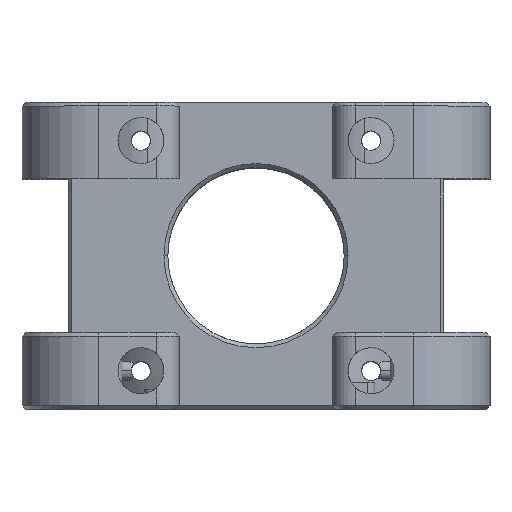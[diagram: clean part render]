
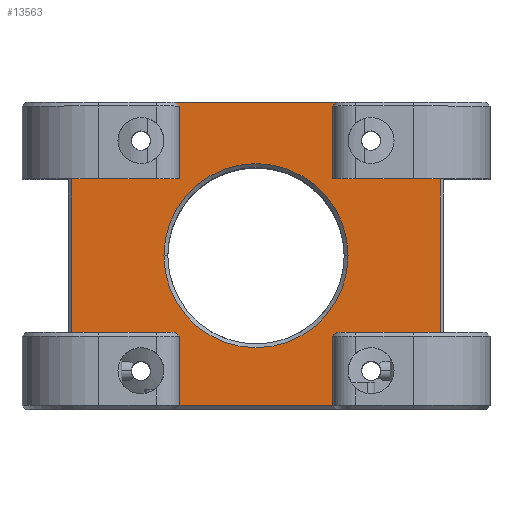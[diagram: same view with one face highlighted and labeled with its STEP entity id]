
A CAD part, top view. The second image highlights one B-rep face of the part: STEP entity #13563.
In plain terms, the highlighted planar face has unit normal (0, 0, 1).
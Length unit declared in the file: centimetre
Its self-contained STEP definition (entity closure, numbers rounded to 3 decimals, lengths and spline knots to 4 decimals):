
#795 = CARTESIAN_POINT ( 'NONE',  ( 1.2552, 0., 2.45 ) ) ;
#894 = CARTESIAN_POINT ( 'NONE',  ( -1.1448, 0., 2.45 ) ) ;
#956 = CIRCLE ( 'NONE', #967, 1.2 ) ;
#966 = CARTESIAN_POINT ( 'NONE',  ( 0.0552, 0., 2.45 ) ) ;
#967 = AXIS2_PLACEMENT_3D ( 'NONE', #966, #1041, #1040 ) ;
#1040 = DIRECTION ( 'NONE',  ( -1., 0., 0. ) ) ;
#1041 = DIRECTION ( 'NONE',  ( 0., 0., -1. ) ) ;
#4073 = CARTESIAN_POINT ( 'NONE',  ( 1.0552, 1., 2.45 ) ) ;
#4125 = DIRECTION ( 'NONE',  ( 0., -1., 0. ) ) ;
#4126 = VECTOR ( 'NONE', #4125, 100. ) ;
#4127 = CARTESIAN_POINT ( 'NONE',  ( -2.3448, 2., 2.45 ) ) ;
#4128 = LINE ( 'NONE', #4127, #4126 ) ;
#4265 = CARTESIAN_POINT ( 'NONE',  ( -0.9448, 1., 2.45 ) ) ;
#4272 = CARTESIAN_POINT ( 'NONE',  ( -2.3448, -1., 2.45 ) ) ;
#4342 = CARTESIAN_POINT ( 'NONE',  ( -2.3448, 1., 2.45 ) ) ;
#4533 = DIRECTION ( 'NONE',  ( 1., 0., 0. ) ) ;
#4534 = VECTOR ( 'NONE', #4533, 100. ) ;
#4535 = CARTESIAN_POINT ( 'NONE',  ( -2.5448, 1., 2.45 ) ) ;
#4635 = LINE ( 'NONE', #4535, #4534 ) ;
#4650 = LINE ( 'NONE', #4823, #4822 ) ;
#4715 = LINE ( 'NONE', #4720, #4719 ) ;
#4719 = VECTOR ( 'NONE', #4813, 100. ) ;
#4720 = CARTESIAN_POINT ( 'NONE',  ( 2.6552, 1., 2.45 ) ) ;
#4727 = CARTESIAN_POINT ( 'NONE',  ( 2.4552, -1., 2.45 ) ) ;
#4813 = DIRECTION ( 'NONE',  ( 1., 0., 0. ) ) ;
#4821 = DIRECTION ( 'NONE',  ( 0., 1., 0. ) ) ;
#4822 = VECTOR ( 'NONE', #4821, 100. ) ;
#4823 = CARTESIAN_POINT ( 'NONE',  ( 2.4552, 2., 2.45 ) ) ;
#4834 = CARTESIAN_POINT ( 'NONE',  ( 1.1052, 2., 2.45 ) ) ;
#4898 = CARTESIAN_POINT ( 'NONE',  ( 1.0552, 2., 2.45 ) ) ;
#4900 = LINE ( 'NONE', #4898, #4986 ) ;
#4901 = DIRECTION ( 'NONE',  ( 0.707, 0.707, 0. ) ) ;
#4902 = VECTOR ( 'NONE', #4901, 100. ) ;
#4903 = CARTESIAN_POINT ( 'NONE',  ( 1.8052, 2.7, 2.45 ) ) ;
#4904 = LINE ( 'NONE', #4903, #4902 ) ;
#4927 = CARTESIAN_POINT ( 'NONE',  ( 2.4552, 1., 2.45 ) ) ;
#4948 = DIRECTION ( 'NONE',  ( 0., -1., 0. ) ) ;
#4952 = CARTESIAN_POINT ( 'NONE',  ( 2.6552, -1., 2.45 ) ) ;
#4984 = CARTESIAN_POINT ( 'NONE',  ( 1.0552, 1.95, 2.45 ) ) ;
#4986 = VECTOR ( 'NONE', #4948, 100. ) ;
#5025 = DIRECTION ( 'NONE',  ( -1., 0., 0. ) ) ;
#5109 = VECTOR ( 'NONE', #5025, 100. ) ;
#5156 = DIRECTION ( 'NONE',  ( 0.707, 0.707, 0. ) ) ;
#5157 = VECTOR ( 'NONE', #5156, 100. ) ;
#5158 = CARTESIAN_POINT ( 'NONE',  ( 3.3052, 1.2, 2.45 ) ) ;
#5159 = LINE ( 'NONE', #5158, #5157 ) ;
#5178 = CARTESIAN_POINT ( 'NONE',  ( 1.0552, -1.95, 2.45 ) ) ;
#5224 = DIRECTION ( 'NONE',  ( 0., -1., 0. ) ) ;
#5225 = VECTOR ( 'NONE', #5224, 100. ) ;
#5226 = CARTESIAN_POINT ( 'NONE',  ( 1.0552, -2., 2.45 ) ) ;
#5227 = LINE ( 'NONE', #5226, #5225 ) ;
#5358 = CARTESIAN_POINT ( 'NONE',  ( 1.0552, -1.05, 2.45 ) ) ;
#5407 = LINE ( 'NONE', #4952, #5109 ) ;
#5448 = CARTESIAN_POINT ( 'NONE',  ( 1.1052, -1., 2.45 ) ) ;
#6401 = LINE ( 'NONE', #6591, #6820 ) ;
#6591 = CARTESIAN_POINT ( 'NONE',  ( -2.5448, -1., 2.45 ) ) ;
#6804 = DIRECTION ( 'NONE',  ( -1., 0., 0. ) ) ;
#6820 = VECTOR ( 'NONE', #6804, 100. ) ;
#6885 = CARTESIAN_POINT ( 'NONE',  ( -0.7448, -1.25, 2.45 ) ) ;
#6886 = LINE ( 'NONE', #6885, #6890 ) ;
#6889 = DIRECTION ( 'NONE',  ( 0.707, -0.707, 0. ) ) ;
#6890 = VECTOR ( 'NONE', #6889, 100. ) ;
#6965 = CARTESIAN_POINT ( 'NONE',  ( -0.9448, -1.95, 2.45 ) ) ;
#7050 = CARTESIAN_POINT ( 'NONE',  ( 1.0552, -1.95, 2.45 ) ) ;
#7051 = LINE ( 'NONE', #7050, #7229 ) ;
#7080 = CARTESIAN_POINT ( 'NONE',  ( -0.9448, -1.05, 2.45 ) ) ;
#7228 = DIRECTION ( 'NONE',  ( 1., 0., 0. ) ) ;
#7229 = VECTOR ( 'NONE', #7228, 100. ) ;
#7236 = DIRECTION ( 'NONE',  ( 0., 1., 0. ) ) ;
#7237 = VECTOR ( 'NONE', #7236, 100. ) ;
#7238 = CARTESIAN_POINT ( 'NONE',  ( -0.9448, -2., 2.45 ) ) ;
#7239 = LINE ( 'NONE', #7238, #7237 ) ;
#7397 = CARTESIAN_POINT ( 'NONE',  ( -0.9948, -1., 2.45 ) ) ;
#11123 = LINE ( 'NONE', #11151, #11150 ) ;
#11149 = DIRECTION ( 'NONE',  ( 0., 1., 0. ) ) ;
#11150 = VECTOR ( 'NONE', #11149, 100. ) ;
#11151 = CARTESIAN_POINT ( 'NONE',  ( -0.9448, 2., 2.45 ) ) ;
#11153 = CARTESIAN_POINT ( 'NONE',  ( -0.9448, 1.95, 2.45 ) ) ;
#11320 = EDGE_CURVE ( 'NONE', #11368, #11324, #11123, .T. ) ;
#11324 = VERTEX_POINT ( 'NONE', #11153 ) ;
#11368 = VERTEX_POINT ( 'NONE', #4265 ) ;
#11442 = VERTEX_POINT ( 'NONE', #4342 ) ;
#11462 = VERTEX_POINT ( 'NONE', #4272 ) ;
#11497 = EDGE_CURVE ( 'NONE', #11442, #11462, #4128, .T. ) ;
#11640 = EDGE_CURVE ( 'NONE', #11442, #11368, #4635, .T. ) ;
#11724 = EDGE_CURVE ( 'NONE', #11725, #11866, #4650, .T. ) ;
#11725 = VERTEX_POINT ( 'NONE', #4727 ) ;
#11777 = EDGE_CURVE ( 'NONE', #11847, #11866, #4715, .T. ) ;
#11828 = VERTEX_POINT ( 'NONE', #4834 ) ;
#11847 = VERTEX_POINT ( 'NONE', #4073 ) ;
#11866 = VERTEX_POINT ( 'NONE', #4927 ) ;
#11900 = VERTEX_POINT ( 'NONE', #4984 ) ;
#11906 = EDGE_CURVE ( 'NONE', #11900, #11828, #4904, .T. ) ;
#11910 = EDGE_CURVE ( 'NONE', #11900, #11847, #4900, .T. ) ;
#12024 = EDGE_CURVE ( 'NONE', #12100, #12151, #5159, .T. ) ;
#12029 = VERTEX_POINT ( 'NONE', #5178 ) ;
#12100 = VERTEX_POINT ( 'NONE', #5358 ) ;
#12121 = EDGE_CURVE ( 'NONE', #12100, #12029, #5227, .T. ) ;
#12151 = VERTEX_POINT ( 'NONE', #5448 ) ;
#12193 = EDGE_CURVE ( 'NONE', #11725, #12151, #5407, .T. ) ;
#12950 = VERTEX_POINT ( 'NONE', #6965 ) ;
#13070 = EDGE_CURVE ( 'NONE', #12950, #12029, #7051, .T. ) ;
#13158 = VERTEX_POINT ( 'NONE', #7080 ) ;
#13171 = EDGE_CURVE ( 'NONE', #13228, #11462, #6401, .T. ) ;
#13228 = VERTEX_POINT ( 'NONE', #7397 ) ;
#13262 = EDGE_CURVE ( 'NONE', #12950, #13158, #7239, .T. ) ;
#13268 = EDGE_CURVE ( 'NONE', #13228, #13158, #6886, .T. ) ;
#13437 = EDGE_CURVE ( 'NONE', #13503, #11324, #17627, .T. ) ;
#13438 = ORIENTED_EDGE ( 'NONE', *, *, #11497, .T. ) ;
#13450 = ORIENTED_EDGE ( 'NONE', *, *, #11320, .F. ) ;
#13471 = ORIENTED_EDGE ( 'NONE', *, *, #11640, .F. ) ;
#13475 = ORIENTED_EDGE ( 'NONE', *, *, #13171, .F. ) ;
#13501 = EDGE_CURVE ( 'NONE', #15046, #15044, #17646, .T. ) ;
#13502 = ORIENTED_EDGE ( 'NONE', *, *, #11906, .T. ) ;
#13503 = VERTEX_POINT ( 'NONE', #17645 ) ;
#13505 = ORIENTED_EDGE ( 'NONE', *, *, #11724, .T. ) ;
#13506 = ORIENTED_EDGE ( 'NONE', *, *, #13437, .T. ) ;
#13507 = ORIENTED_EDGE ( 'NONE', *, *, #11910, .F. ) ;
#13508 = EDGE_CURVE ( 'NONE', #13503, #11828, #17641, .T. ) ;
#13509 = ORIENTED_EDGE ( 'NONE', *, *, #13508, .F. ) ;
#13519 = ORIENTED_EDGE ( 'NONE', *, *, #13268, .T. ) ;
#13558 = ORIENTED_EDGE ( 'NONE', *, *, #15108, .T. ) ;
#13560 = ORIENTED_EDGE ( 'NONE', *, *, #13262, .F. ) ;
#13561 = ORIENTED_EDGE ( 'NONE', *, *, #13501, .T. ) ;
#13563 = ADVANCED_FACE ( 'NONE', ( #17749, #17810 ), #17821, .F. ) ;
#13564 = ORIENTED_EDGE ( 'NONE', *, *, #12193, .F. ) ;
#13567 = EDGE_LOOP ( 'NONE', ( #13560, #13595, #13570, #13569, #13564, #13505, #13572, #13507, #13502, #13509, #13506, #13450, #13471, #13438, #13475, #13519 ) ) ;
#13569 = ORIENTED_EDGE ( 'NONE', *, *, #12024, .T. ) ;
#13570 = ORIENTED_EDGE ( 'NONE', *, *, #12121, .F. ) ;
#13572 = ORIENTED_EDGE ( 'NONE', *, *, #11777, .F. ) ;
#13595 = ORIENTED_EDGE ( 'NONE', *, *, #13070, .T. ) ;
#13598 = EDGE_LOOP ( 'NONE', ( #13558, #13561 ) ) ;
#15044 = VERTEX_POINT ( 'NONE', #795 ) ;
#15046 = VERTEX_POINT ( 'NONE', #894 ) ;
#15108 = EDGE_CURVE ( 'NONE', #15044, #15046, #956, .T. ) ;
#17513 = CARTESIAN_POINT ( 'NONE',  ( 0.0552, 0., 2.45 ) ) ;
#17516 = AXIS2_PLACEMENT_3D ( 'NONE', #17513, #17644, #17643 ) ;
#17624 = DIRECTION ( 'NONE',  ( 0.707, -0.707, 0. ) ) ;
#17625 = VECTOR ( 'NONE', #17624, 100. ) ;
#17626 = CARTESIAN_POINT ( 'NONE',  ( 0.7552, 0.25, 2.45 ) ) ;
#17627 = LINE ( 'NONE', #17626, #17625 ) ;
#17637 = DIRECTION ( 'NONE',  ( 1., 0., 0. ) ) ;
#17638 = VECTOR ( 'NONE', #17637, 100. ) ;
#17639 = CARTESIAN_POINT ( 'NONE',  ( 2.5052, 2., 2.45 ) ) ;
#17641 = LINE ( 'NONE', #17639, #17638 ) ;
#17643 = DIRECTION ( 'NONE',  ( -1., 0., 0. ) ) ;
#17644 = DIRECTION ( 'NONE',  ( 0., 0., -1. ) ) ;
#17645 = CARTESIAN_POINT ( 'NONE',  ( -0.9948, 2., 2.45 ) ) ;
#17646 = CIRCLE ( 'NONE', #17516, 1.2 ) ;
#17749 = FACE_BOUND ( 'NONE', #13598, .T. ) ;
#17763 = DIRECTION ( 'NONE',  ( -1., 0., 0. ) ) ;
#17764 = DIRECTION ( 'NONE',  ( 0., 0., -1. ) ) ;
#17810 = FACE_OUTER_BOUND ( 'NONE', #13567, .T. ) ;
#17819 = CARTESIAN_POINT ( 'NONE',  ( 2.5052, 2., 2.45 ) ) ;
#17820 = AXIS2_PLACEMENT_3D ( 'NONE', #17819, #17764, #17763 ) ;
#17821 = PLANE ( 'NONE',  #17820 ) ;
